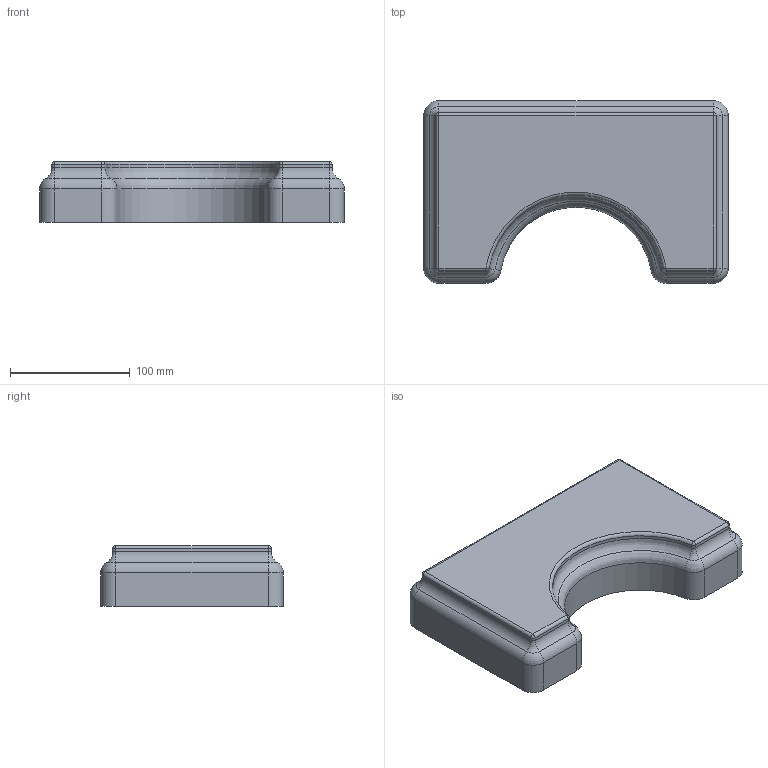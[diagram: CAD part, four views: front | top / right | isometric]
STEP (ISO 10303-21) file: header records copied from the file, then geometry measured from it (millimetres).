
FILE_DESCRIPTION((''),'2;1');
FILE_NAME('3D Cutting with a 2D Toolpath.stp','2020-06-11T11:21:26',(''),(''),'STEP Write','Mastercam 2020 ... CNC Software, Inc.','');
FILE_SCHEMA(('CONFIG_CONTROL_DESIGN'));
Length unit declared in the file: inch
Bounding box: 254 x 152.4 x 50.8 mm (x, y, z)
Volume: 1515763.4 mm3; surface area: 100690.5 mm2
Topology: 1 solids, 1 shells, 62 faces, 132 edges, 66 vertices
Faces by surface type: cylinder 29, torus 15, plane 12, sphere 6
Entity records: 1696 total; most frequent: DIRECTION 326, CARTESIAN_POINT 256, ORIENTED_EDGE 252, AXIS2_PLACEMENT_3D 136, EDGE_CURVE 126, CIRCLE 72, VERTEX_POINT 66, EDGE_LOOP 62
